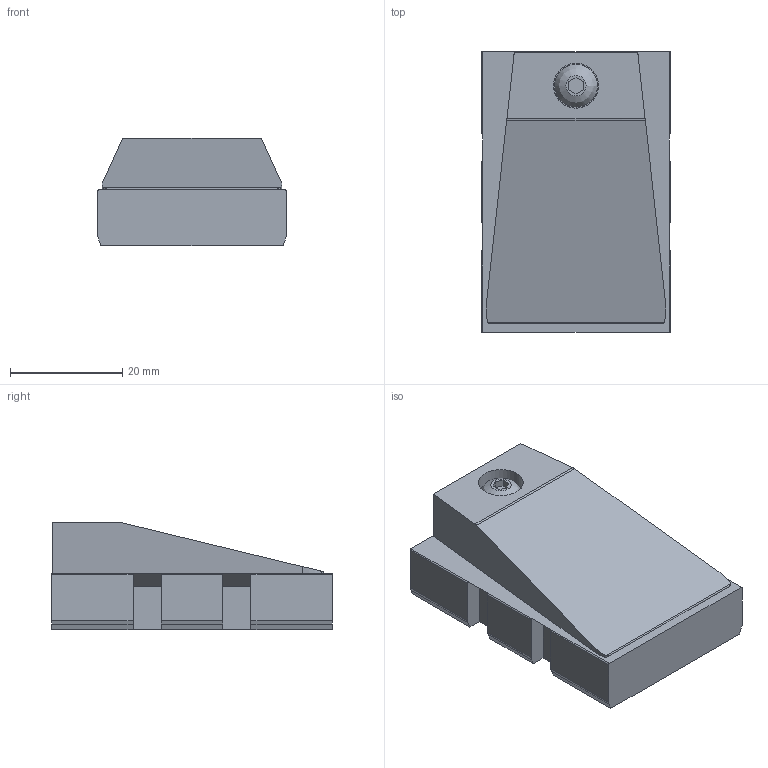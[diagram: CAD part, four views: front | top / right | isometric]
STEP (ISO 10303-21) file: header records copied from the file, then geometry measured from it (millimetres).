
FILE_DESCRIPTION(/* description */ ('KriTec Gleitkeileinsatz ESD'),/* implementation_level */ '2;1');
FILE_NAME(/* name */ '14533_KriTec_Gleitkeileinsatz_ESD.stp',/* time_stamp */ '2020-06-23T14:43:12+02:00',/* author */ ('Nell'),/* organization */ (''),/* preprocessor_version */ 'ST-DEVELOPER v17',/* originating_system */ 'Autodesk Inventor 2018',/* authorisation */ 'unknown authorization');
FILE_SCHEMA (('AUTOMOTIVE_DESIGN { 1 0 10303 214 3 1 1 }'));
Length unit declared in the file: millimetre
Products named in the file (3): 14533; 2; 1
Assembly tree (2 placements, depth 2):
  14533
    2
    1
Bounding box: 33.6 x 50 x 19.2 mm (x, y, z)
Volume: 20170.9 mm3; surface area: 10578.9 mm2
Topology: 4 solids, 4 shells, 79 faces, 204 edges, 136 vertices
Faces by surface type: plane 57, cylinder 19, bspline 1, cone 1, torus 1
Full cylindrical faces by diameter (mm): 4 x2, 7.6 x1, 8 x1, 20.6 x1, 24.8 x1, 25 x1
Entity records: 2580 total; most frequent: CARTESIAN_POINT 502, DIRECTION 412, ORIENTED_EDGE 408, EDGE_CURVE 204, LINE 158, VECTOR 158, VERTEX_POINT 136, AXIS2_PLACEMENT_3D 127
